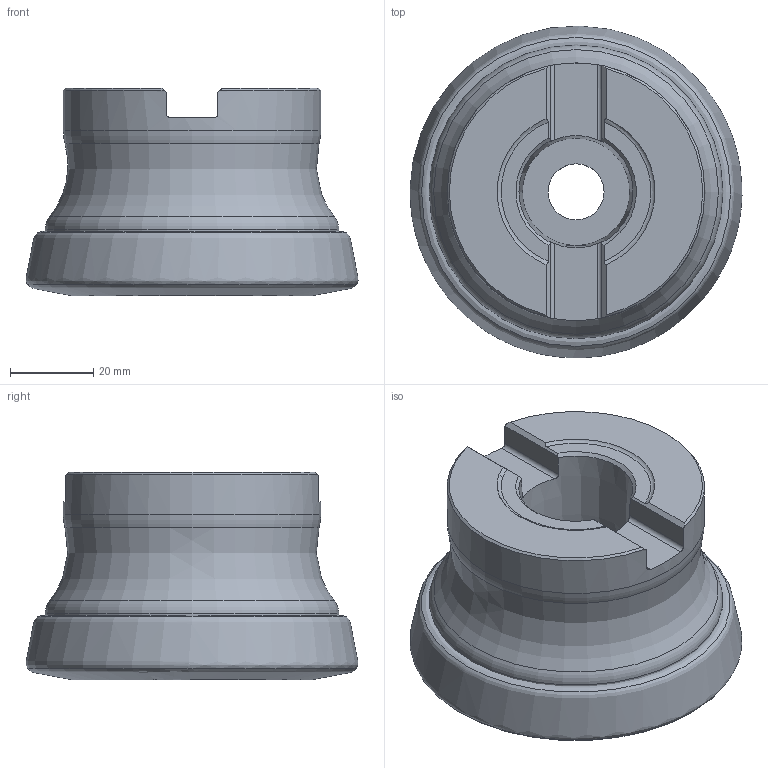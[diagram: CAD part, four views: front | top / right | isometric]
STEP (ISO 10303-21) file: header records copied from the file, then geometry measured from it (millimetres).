
FILE_DESCRIPTION(/* description */ (''),/* implementation_level */ '2;1');
FILE_NAME(/* name */ 'R220.21-0080-SP14.7A_Basic.stp',/* time_stamp */ '2021-04-26T17:55:32+05:00',/* author */ (''),/* organization */ (''),/* preprocessor_version */ 'ST-DEVELOPER v16.7',/* originating_system */ 'SIEMENS PLM Software NX 12.0',/* authorisation */ '');
FILE_SCHEMA (('AUTOMOTIVE_DESIGN { 1 0 10303 214 3 1 1 1 }'));
Length unit declared in the file: millimetre
Products named in the file (4): CUT; NOCUT; ASSEMBLY_CONSTRUCTION; inpu2BE43A5C61f9
Assembly tree (3 placements, depth 2):
  inpu2BE43A5C61f9
    ASSEMBLY_CONSTRUCTION
    NOCUT
    CUT
Bounding box: 79.91 x 79.88 x 49.99 mm (x, y, z)
Volume: 183700 mm3; surface area: 31703 mm2
Topology: 2 solids, 2 shells, 45 faces, 120 edges, 91 vertices
Faces by surface type: plane 17, torus 9, cylinder 8, cone 7, revolution 4
Full cylindrical faces by diameter (mm): 13.5 x1, 20 x1, 62 x1, 70.7 x1
Entity records: 1777 total; most frequent: CARTESIAN_POINT 553, DIRECTION 222, ORIENTED_EDGE 184, AXIS2_PLACEMENT_3D 97, EDGE_CURVE 92, VERTEX_POINT 68, EDGE_LOOP 66, ADVANCED_FACE 45
